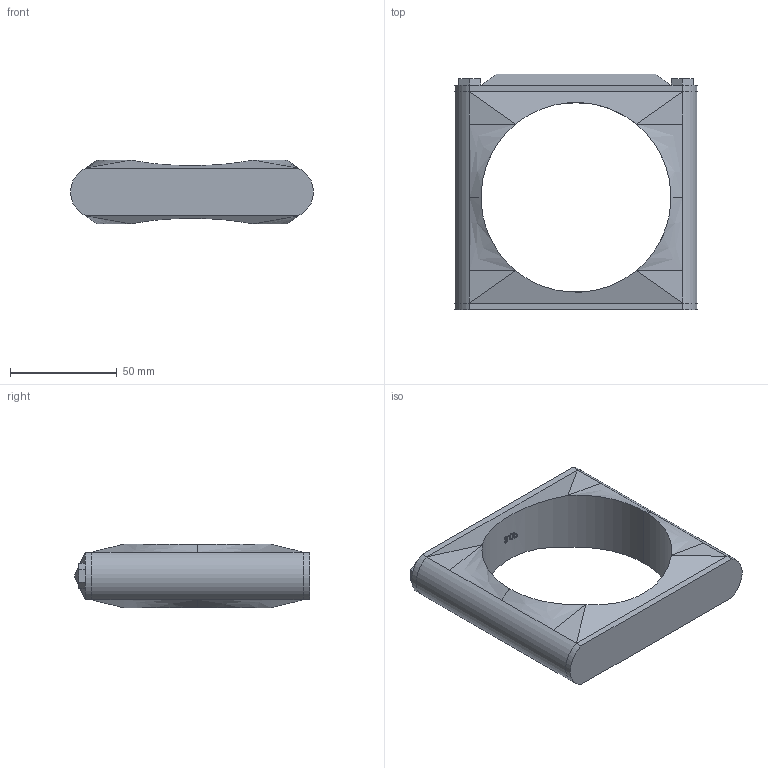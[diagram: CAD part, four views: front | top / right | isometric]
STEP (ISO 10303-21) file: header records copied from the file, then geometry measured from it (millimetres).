
FILE_DESCRIPTION (( 'STEP AP214' ), '1' );
FILE_NAME ('CSDW3.0PXXXSA.STEP', '2019-04-18T17:38:59', ( '' ), ( '' ), 'SwSTEP 2.0', 'SolidWorks 2017', '' );
FILE_SCHEMA (( 'AUTOMOTIVE_DESIGN' ));
Length unit declared in the file: millimetre
Products named in the file (1): CSDW3.0PXXXSA
Bounding box: 113.7 x 110.24 x 29.85 mm (x, y, z)
Surface area: 32692.4 mm2 (no closed solid volume)
Topology: 0 solids, 4 shells, 127 faces, 404 edges, 274 vertices
Faces by surface type: bspline 55, plane 52, cylinder 20
Entity records: 14551 total; most frequent: CARTESIAN_POINT 10235, ORIENTED_EDGE 702, EDGE_CURVE 404, DIRECTION 341, VERTEX_POINT 274, B_SPLINE_CURVE_WITH_KNOTS 245, EDGE_LOOP 143, UNCERTAINTY_MEASURE_WITH_UNIT 129
